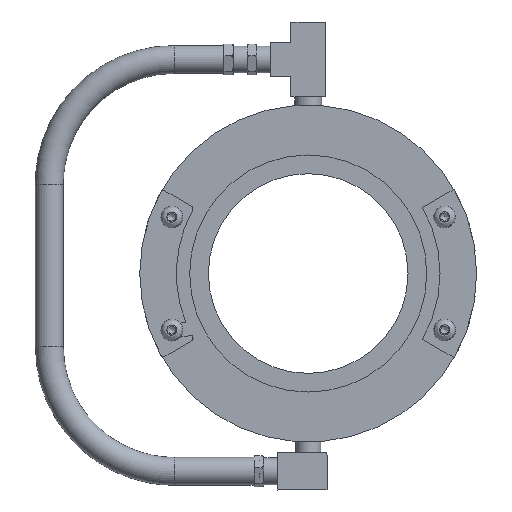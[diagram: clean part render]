
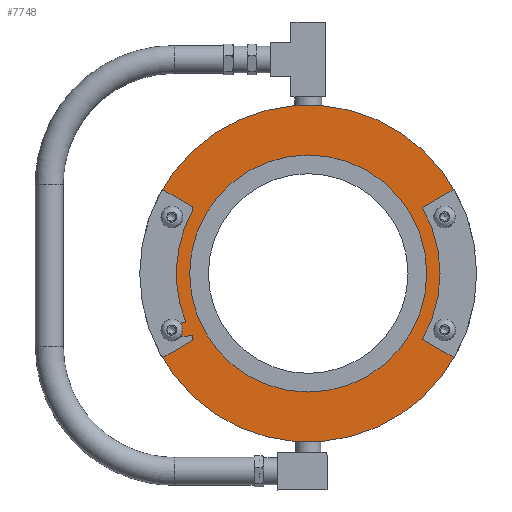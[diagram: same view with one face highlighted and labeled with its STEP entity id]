
A CAD part, left-side view. The second image highlights one B-rep face of the part: STEP entity #7748.
In plain terms, the highlighted planar face has unit normal (-1, 0, 0).
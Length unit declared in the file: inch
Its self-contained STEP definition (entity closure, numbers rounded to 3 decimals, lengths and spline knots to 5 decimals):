
#7277=CARTESIAN_POINT('',(-22.98758,10.40175,83.94319));
#7278=VERTEX_POINT('',#7277);
#7279=CARTESIAN_POINT('',(-22.98758,10.4018,84.06819));
#7280=DIRECTION('',(1.,0.,0.));
#7281=DIRECTION('',(0.,0.,1.));
#7282=AXIS2_PLACEMENT_3D('',#7279,#7280,#7281);
#7283=CIRCLE('',#7282,0.125);
#7284=EDGE_CURVE('',#7278,#7278,#7283,.T.);
#7305=CARTESIAN_POINT('',(-22.98758,10.29938,82.93218));
#7306=VERTEX_POINT('',#7305);
#7307=CARTESIAN_POINT('',(-22.98758,9.80075,83.39732));
#7308=VERTEX_POINT('',#7307);
#7309=CARTESIAN_POINT('',(-22.98758,10.29953,83.43218));
#7310=DIRECTION('',(-1.,0.,0.));
#7311=DIRECTION('',(0.,1.,0.));
#7312=AXIS2_PLACEMENT_3D('',#7309,#7310,#7311);
#7313=CIRCLE('',#7312,0.5);
#7314=EDGE_CURVE('',#7306,#7308,#7313,.T.);
#7347=CARTESIAN_POINT('',(-22.98758,9.80046,82.46736));
#7348=VERTEX_POINT('',#7347);
#7349=CARTESIAN_POINT('',(-22.98758,10.29922,82.43218));
#7350=DIRECTION('',(-1.0,0.,0.));
#7351=DIRECTION('',(0.,0.,-1.));
#7352=AXIS2_PLACEMENT_3D('',#7349,#7350,#7351);
#7353=CIRCLE('',#7352,0.5);
#7354=EDGE_CURVE('',#7348,#7306,#7353,.T.);
#7380=CARTESIAN_POINT('',(-22.98758,15.98746,82.9299));
#7381=VERTEX_POINT('',#7380);
#7382=CARTESIAN_POINT('',(-22.98758,16.48601,82.46468));
#7383=VERTEX_POINT('',#7382);
#7384=CARTESIAN_POINT('',(-22.98758,15.98722,82.4299));
#7385=DIRECTION('',(-1.,0.,0.));
#7386=DIRECTION('',(0.,-1.,0.001));
#7387=AXIS2_PLACEMENT_3D('',#7384,#7385,#7386);
#7388=CIRCLE('',#7387,0.5);
#7389=EDGE_CURVE('',#7381,#7383,#7388,.T.);
#7422=CARTESIAN_POINT('',(-22.98758,16.48646,83.39463));
#7423=VERTEX_POINT('',#7422);
#7424=CARTESIAN_POINT('',(-22.98758,15.98771,83.4299));
#7425=DIRECTION('',(-1.,0.,0.));
#7426=DIRECTION('',(0.,0.,1.));
#7427=AXIS2_PLACEMENT_3D('',#7424,#7425,#7426);
#7428=CIRCLE('',#7427,0.5);
#7429=EDGE_CURVE('',#7423,#7381,#7428,.T.);
#7507=CARTESIAN_POINT('',(-22.98758,13.14342,82.93129));
#7508=DIRECTION('',(-1.,0.,0.));
#7509=DIRECTION('',(0.,0.,-1.));
#7510=AXIS2_PLACEMENT_3D('',#7507,#7508,#7509);
#7511=CIRCLE('',#7510,3.375);
#7512=EDGE_CURVE('',#7383,#7348,#7511,.T.);
#7568=CARTESIAN_POINT('',(-22.98758,13.14342,82.93129));
#7569=DIRECTION('',(-1.,0.,0.));
#7570=DIRECTION('',(0.,0.,-1.));
#7571=AXIS2_PLACEMENT_3D('',#7568,#7569,#7570);
#7572=CIRCLE('',#7571,3.375);
#7573=EDGE_CURVE('',#7308,#7423,#7572,.T.);
#7645=CARTESIAN_POINT('',(-22.98758,15.88509,81.91939));
#7646=VERTEX_POINT('',#7645);
#7647=CARTESIAN_POINT('',(-22.98758,15.88504,81.79439));
#7648=DIRECTION('',(1.,0.,0.));
#7649=DIRECTION('',(0.,0.,-1.));
#7650=AXIS2_PLACEMENT_3D('',#7647,#7648,#7649);
#7651=CIRCLE('',#7650,0.125);
#7652=EDGE_CURVE('',#7646,#7646,#7651,.T.);
#7718=CARTESIAN_POINT('',(-22.98758,13.14227,80.05629));
#7719=DIRECTION('',(-1.0,0.0,0.0));
#7720=DIRECTION('',(0.0,1.,0.));
#7721=AXIS2_PLACEMENT_3D('',#7718,#7719,#7720);
#7722=PLANE('',#7721);
#7723=ORIENTED_EDGE('',*,*,#7314,.T.);
#7724=ORIENTED_EDGE('',*,*,#7573,.T.);
#7725=ORIENTED_EDGE('',*,*,#7429,.T.);
#7726=ORIENTED_EDGE('',*,*,#7389,.T.);
#7727=ORIENTED_EDGE('',*,*,#7512,.T.);
#7728=ORIENTED_EDGE('',*,*,#7354,.T.);
#7729=EDGE_LOOP('',(#7723,#7724,#7725,#7726,#7727,#7728));
#7730=FACE_OUTER_BOUND('',#7729,.T.);
#7731=ORIENTED_EDGE('',*,*,#7284,.T.);
#7732=EDGE_LOOP('',(#7731));
#7733=FACE_BOUND('',#7732,.T.);
#7734=ORIENTED_EDGE('',*,*,#7652,.T.);
#7735=EDGE_LOOP('',(#7734));
#7736=FACE_BOUND('',#7735,.T.);
#7737=CARTESIAN_POINT('',(-22.98758,13.14247,80.55629));
#7738=VERTEX_POINT('',#7737);
#7739=CARTESIAN_POINT('',(-22.98758,13.14342,82.93129));
#7740=DIRECTION('',(-1.,0.,0.));
#7741=DIRECTION('',(0.,0.,-1.));
#7742=AXIS2_PLACEMENT_3D('',#7739,#7740,#7741);
#7743=CIRCLE('',#7742,2.375);
#7744=EDGE_CURVE('',#7738,#7738,#7743,.T.);
#7745=ORIENTED_EDGE('',*,*,#7744,.F.);
#7746=EDGE_LOOP('',(#7745));
#7747=FACE_BOUND('',#7746,.T.);
#7748=ADVANCED_FACE('',(#7730,#7733,#7736,#7747),#7722,.T.);
